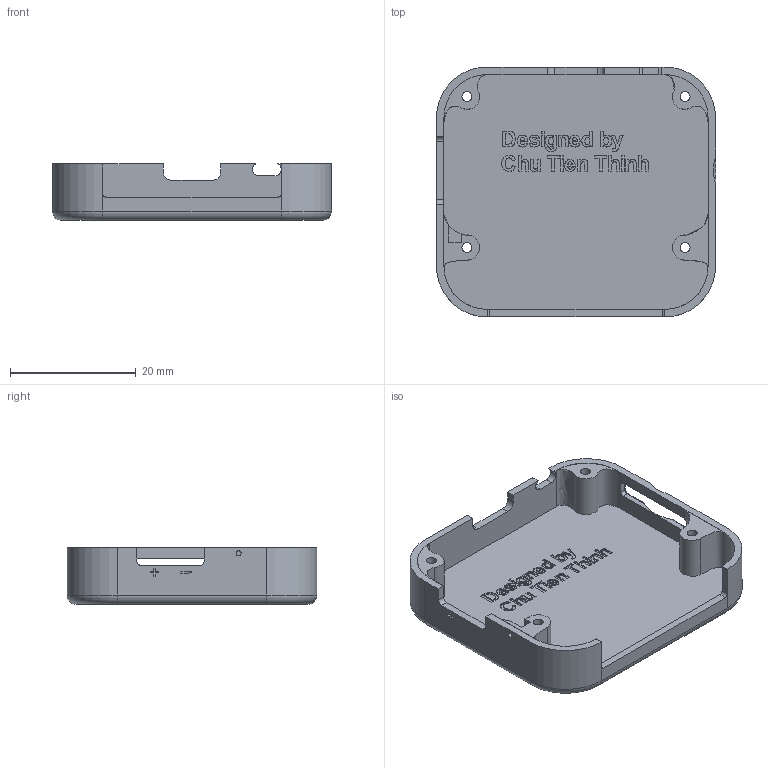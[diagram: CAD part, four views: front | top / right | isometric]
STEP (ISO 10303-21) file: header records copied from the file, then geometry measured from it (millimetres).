
FILE_DESCRIPTION(/* description */ (''),/* implementation_level */ '2;1');
FILE_NAME(/* name */ 'Felini v20 bottom.step',/* time_stamp */ '2023-07-22T19:26:32+07:00',/* author */ (''),/* organization */ (''),/* preprocessor_version */ 'ST-DEVELOPER v19.2',/* originating_system */ 'Autodesk Translation Framework v12.6.0.85',/* authorisation */ '');
FILE_SCHEMA (('AUTOMOTIVE_DESIGN { 1 0 10303 214 3 1 1 }'));
Length unit declared in the file: millimetre
Products named in the file (1): Felini
Bounding box: 44.38 x 39.73 x 9.04 mm (x, y, z)
Volume: 4773.4 mm3; surface area: 5678.4 mm2
Topology: 1 solids, 1 shells, 576 faces, 1573 edges, 1036 vertices
Faces by surface type: bspline 255, plane 247, cylinder 56, torus 12, cone 4, sphere 2
Full cylindrical faces by diameter (mm): 0.8 x1, 1.6 x4, 2.8 x4
Entity records: 21548 total; most frequent: CARTESIAN_POINT 8589, ORIENTED_EDGE 3146, DIRECTION 1844, EDGE_CURVE 1573, VERTEX_POINT 1036, LINE 912, VECTOR 912, EDGE_LOOP 625
